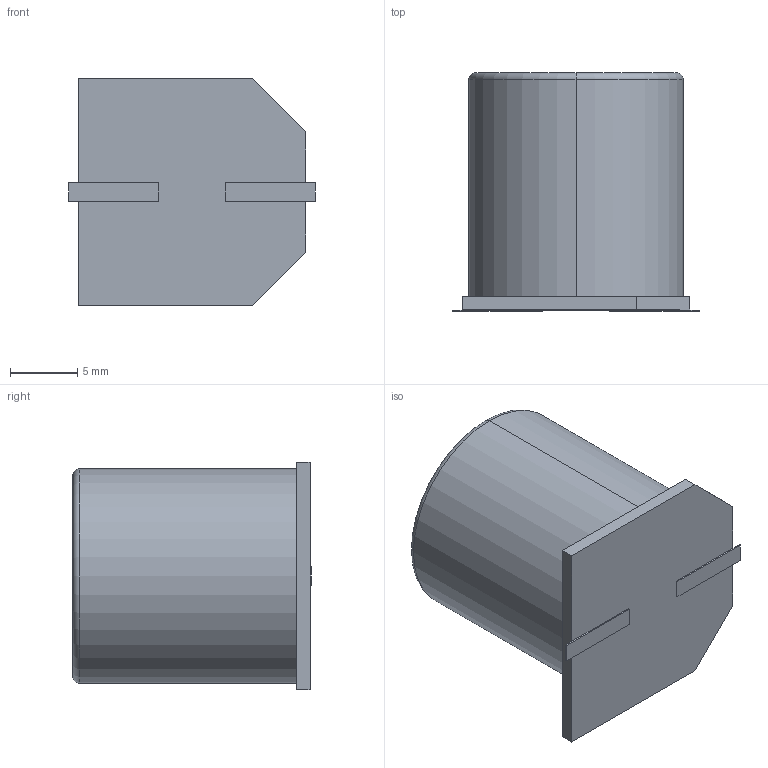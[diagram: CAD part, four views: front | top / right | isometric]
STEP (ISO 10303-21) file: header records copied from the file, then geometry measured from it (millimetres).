
FILE_DESCRIPTION (( 'STEP AP214' ), '1' );
FILE_NAME ('Aluminum_EletrolyticCap_Smd_100V_16mm_.STEP', '2015-05-28T10:49:18', ( '' ), ( '' ), 'SwSTEP 2.0', 'SolidWorks 2014', '' );
FILE_SCHEMA (( 'AUTOMOTIVE_DESIGN' ));
Length unit declared in the file: millimetre
Products named in the file (1): Aluminum_EletrolyticCap_Smd_100V_16mm_
Bounding box: 18.4 x 17.81 x 17 mm (x, y, z)
Volume: 3630.8 mm3; surface area: 1445.4 mm2
Topology: 1 solids, 1 shells, 28 faces, 65 edges, 40 vertices
Faces by surface type: plane 23, cylinder 3, torus 2
Entity records: 933 total; most frequent: CARTESIAN_POINT 134, DIRECTION 132, ORIENTED_EDGE 130, EDGE_CURVE 65, LINE 56, VECTOR 56, VERTEX_POINT 40, AXIS2_PLACEMENT_3D 38
